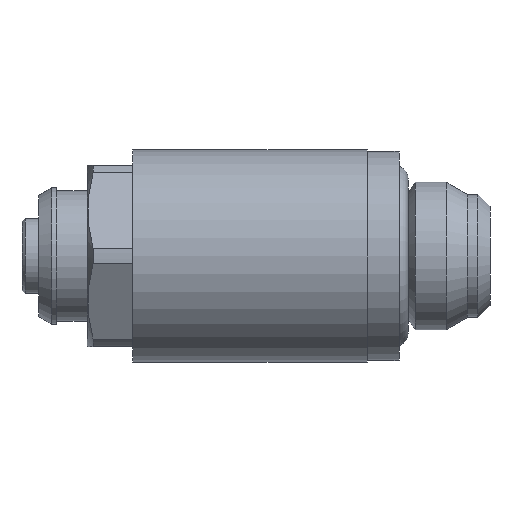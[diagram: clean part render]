
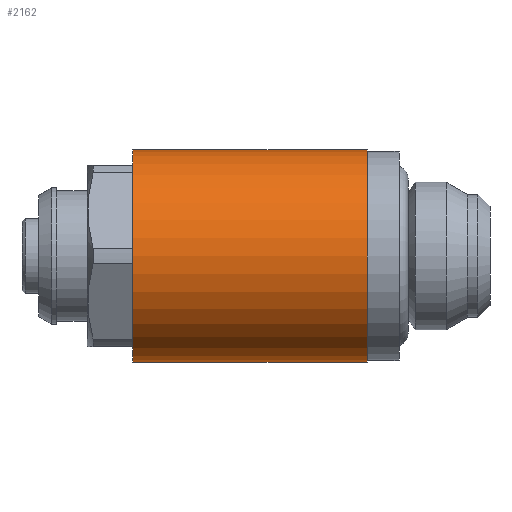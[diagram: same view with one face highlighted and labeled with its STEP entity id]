
A CAD part, left-side view. The second image highlights one B-rep face of the part: STEP entity #2162.
In plain terms, the highlighted cylindrical face has radius 7 mm (diameter 14 mm), a partial arc.
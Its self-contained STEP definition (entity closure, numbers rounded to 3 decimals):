
#215=CARTESIAN_POINT('',(0.,17.3,7.));
#216=VERTEX_POINT('',#215);
#217=CARTESIAN_POINT('',(0.,1.8,7.));
#218=VERTEX_POINT('',#217);
#219=CARTESIAN_POINT('',(0.,17.3,7.));
#220=DIRECTION('',(-0.,-1.,-0.));
#221=VECTOR('',#220,15.5);
#222=LINE('',#219,#221);
#223=EDGE_CURVE('',#216,#218,#222,.T.);
#225=CARTESIAN_POINT('',(0.,1.8,-7.));
#226=VERTEX_POINT('',#225);
#234=CARTESIAN_POINT('',(0.,17.3,-7.));
#235=VERTEX_POINT('',#234);
#236=CARTESIAN_POINT('',(0.,17.3,-7.));
#237=DIRECTION('',(0.,-1.,0.));
#238=VECTOR('',#237,15.5);
#239=LINE('',#236,#238);
#240=EDGE_CURVE('',#235,#226,#239,.T.);
#1080=CARTESIAN_POINT('',(0.,1.8,0.));
#1081=DIRECTION('',(0.,-1.,0.));
#1082=DIRECTION('',(0.,0.,-1.));
#1083=AXIS2_PLACEMENT_3D('',#1080,#1081,#1082);
#1084=CIRCLE('',#1083,7.);
#1085=EDGE_CURVE('',#218,#226,#1084,.T.);
#1095=CARTESIAN_POINT('',(0.,17.3,0.));
#1096=DIRECTION('',(-0.,-1.,-0.));
#1097=DIRECTION('',(0.,0.,-1.));
#1098=AXIS2_PLACEMENT_3D('',#1095,#1096,#1097);
#1099=CIRCLE('',#1098,7.);
#1100=EDGE_CURVE('',#216,#235,#1099,.T.);
#2151=CARTESIAN_POINT('',(0.,-6.3,0.));
#2152=DIRECTION('',(0.,1.,0.));
#2153=DIRECTION('',(0.,0.,-1.));
#2154=AXIS2_PLACEMENT_3D('',#2151,#2152,#2153);
#2155=CYLINDRICAL_SURFACE('',#2154,7.);
#2156=ORIENTED_EDGE('',*,*,#223,.F.);
#2157=ORIENTED_EDGE('',*,*,#1100,.T.);
#2158=ORIENTED_EDGE('',*,*,#240,.T.);
#2159=ORIENTED_EDGE('',*,*,#1085,.F.);
#2160=EDGE_LOOP('',(#2156,#2157,#2158,#2159));
#2161=FACE_BOUND('',#2160,.T.);
#2162=ADVANCED_FACE('',(#2161),#2155,.T.);
